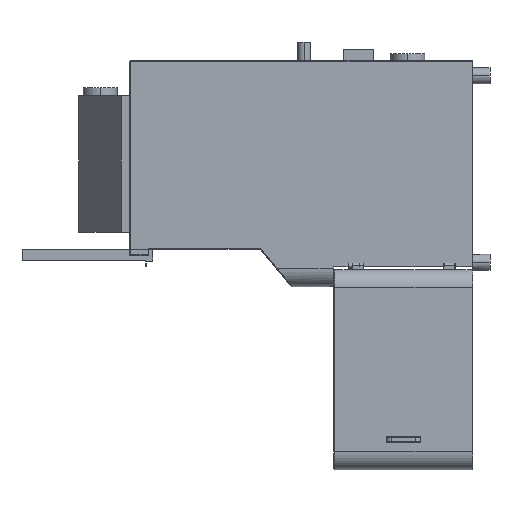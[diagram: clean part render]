
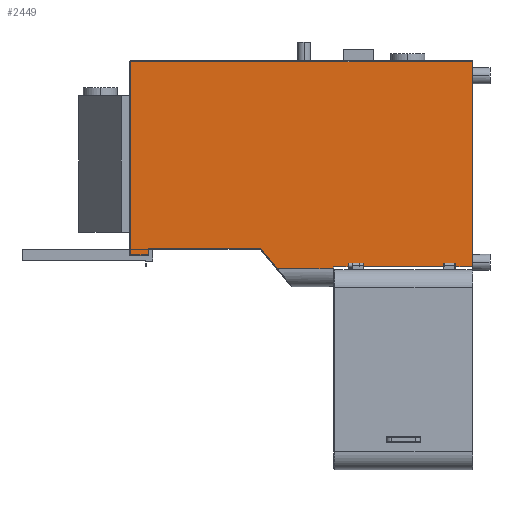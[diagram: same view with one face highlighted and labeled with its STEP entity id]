
A CAD part, left-side view. The second image highlights one B-rep face of the part: STEP entity #2449.
In plain terms, the highlighted planar face has unit normal (-1, 0, 0).
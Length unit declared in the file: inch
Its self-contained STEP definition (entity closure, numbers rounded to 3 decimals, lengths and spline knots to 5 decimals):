
#184=DIRECTION('',(0.,-1.,0.));
#185=VECTOR('',#184,15.);
#186=CARTESIAN_POINT('',(-17.6854,20.,-18.1415));
#187=LINE('',#186,#185);
#200=DIRECTION('',(0.,-1.,0.));
#201=VECTOR('',#200,2.87);
#202=CARTESIAN_POINT('',(-17.6854,3.,-18.1415));
#203=LINE('',#202,#201);
#248=DIRECTION('',(0.,-1.,0.));
#249=VECTOR('',#248,2.63);
#250=CARTESIAN_POINT('',(-17.6854,24.63,-18.1415));
#251=LINE('',#250,#249);
#488=DIRECTION('',(0.,1.,0.));
#489=VECTOR('',#488,2.);
#490=CARTESIAN_POINT('',(-17.6854,3.,-18.1415));
#491=LINE('',#490,#489);
#492=DIRECTION('',(0.,1.,0.));
#493=VECTOR('',#492,2.);
#494=CARTESIAN_POINT('',(-17.6854,20.,-18.1415));
#495=LINE('',#494,#493);
#496=DIRECTION('',(0.,0.,-1.));
#497=VECTOR('',#496,0.3172);
#498=CARTESIAN_POINT('',(-17.6854,24.63,-18.1415));
#499=LINE('',#498,#497);
#500=DIRECTION('',(0.,1.,0.));
#501=VECTOR('',#500,9.80299);
#502=CARTESIAN_POINT('',(-17.6854,24.63,-18.4587));
#503=LINE('',#502,#501);
#504=DIRECTION('',(0.,-0.643,-0.766));
#505=VECTOR('',#504,4.64059);
#506=CARTESIAN_POINT('',(-17.6854,37.41591,-14.9038));
#507=LINE('',#506,#505);
#508=DIRECTION('',(0.,-1.,0.));
#509=VECTOR('',#508,19.77449);
#510=CARTESIAN_POINT('',(-17.6854,57.1904,-14.9038));
#511=LINE('',#510,#509);
#512=DIRECTION('',(0.,-1.,0.));
#513=VECTOR('',#512,3.12461);
#514=CARTESIAN_POINT('',(-17.6854,60.31501,-16.0415));
#515=LINE('',#514,#513);
#516=DIRECTION('',(0.,0.,1.));
#517=VECTOR('',#516,34.0523);
#518=CARTESIAN_POINT('',(-17.6854,60.31501,-16.0415));
#519=LINE('',#518,#517);
#520=DIRECTION('',(0.,-1.,0.));
#521=VECTOR('',#520,60.18501);
#522=CARTESIAN_POINT('',(-17.6854,60.31501,18.0108));
#523=LINE('',#522,#521);
#524=DIRECTION('',(0.,0.,-1.));
#525=VECTOR('',#524,36.1523);
#526=CARTESIAN_POINT('',(-17.6854,0.13,18.0108));
#527=LINE('',#526,#525);
#829=DIRECTION('',(0.,0.,1.));
#830=VECTOR('',#829,1.1377);
#831=CARTESIAN_POINT('',(-17.6854,57.1904,-16.0415));
#832=LINE('',#831,#830);
#1378=CARTESIAN_POINT('',(-17.6854,57.1904,-14.9038));
#1379=CARTESIAN_POINT('',(-17.6854,37.41591,-14.9038));
#1380=VERTEX_POINT('',#1378);
#1381=VERTEX_POINT('',#1379);
#1394=CARTESIAN_POINT('',(-17.6854,34.43299,-18.4587));
#1395=VERTEX_POINT('',#1394);
#1406=CARTESIAN_POINT('',(-17.6854,0.13,18.0108));
#1407=CARTESIAN_POINT('',(-17.6854,0.13,-18.1415));
#1408=VERTEX_POINT('',#1406);
#1409=VERTEX_POINT('',#1407);
#1414=CARTESIAN_POINT('',(-17.6854,60.31501,-16.0415));
#1415=CARTESIAN_POINT('',(-17.6854,60.31501,18.0108));
#1416=VERTEX_POINT('',#1414);
#1417=VERTEX_POINT('',#1415);
#1418=CARTESIAN_POINT('',(-17.6854,57.1904,-16.0415));
#1420=VERTEX_POINT('',#1418);
#1468=CARTESIAN_POINT('',(-17.6854,24.63,-18.4587));
#1469=VERTEX_POINT('',#1468);
#1472=CARTESIAN_POINT('',(-17.6854,24.63,-18.1415));
#1473=VERTEX_POINT('',#1472);
#1654=CARTESIAN_POINT('',(-17.6854,3.,-18.1415));
#1655=CARTESIAN_POINT('',(-17.6854,5.,-18.1415));
#1656=VERTEX_POINT('',#1654);
#1657=VERTEX_POINT('',#1655);
#1658=CARTESIAN_POINT('',(-17.6854,20.,-18.1415));
#1659=CARTESIAN_POINT('',(-17.6854,22.,-18.1415));
#1660=VERTEX_POINT('',#1658);
#1661=VERTEX_POINT('',#1659);
#2420=CARTESIAN_POINT('',(-17.6854,0.,-18.1415));
#2421=DIRECTION('',(-1.,0.,0.));
#2422=DIRECTION('',(0.,0.,1.));
#2423=AXIS2_PLACEMENT_3D('',#2420,#2421,#2422);
#2424=PLANE('',#2423);
#2425=ORIENTED_EDGE('',*,*,#2050,.T.);
#2426=ORIENTED_EDGE('',*,*,#1966,.F.);
#2427=ORIENTED_EDGE('',*,*,#2065,.T.);
#2428=ORIENTED_EDGE('',*,*,#2001,.F.);
#2430=ORIENTED_EDGE('',*,*,#2429,.T.);
#2432=ORIENTED_EDGE('',*,*,#2431,.T.);
#2434=ORIENTED_EDGE('',*,*,#2433,.F.);
#2436=ORIENTED_EDGE('',*,*,#2435,.F.);
#2438=ORIENTED_EDGE('',*,*,#2437,.F.);
#2440=ORIENTED_EDGE('',*,*,#2439,.F.);
#2442=ORIENTED_EDGE('',*,*,#2441,.T.);
#2444=ORIENTED_EDGE('',*,*,#2443,.T.);
#2445=ORIENTED_EDGE('',*,*,#1935,.T.);
#2446=ORIENTED_EDGE('',*,*,#1974,.F.);
#2447=EDGE_LOOP('',(#2425,#2426,#2427,#2428,#2430,#2432,#2434,#2436,#2438,#2440,
#2442,#2444,#2445,#2446));
#2448=FACE_OUTER_BOUND('',#2447,.F.);
#2449=ADVANCED_FACE('',(#2448),#2424,.T.);
#1935=EDGE_CURVE('',#1408,#1409,#527,.T.);
#1966=EDGE_CURVE('',#1660,#1657,#187,.T.);
#1974=EDGE_CURVE('',#1656,#1409,#203,.T.);
#2001=EDGE_CURVE('',#1473,#1661,#251,.T.);
#2050=EDGE_CURVE('',#1656,#1657,#491,.T.);
#2065=EDGE_CURVE('',#1660,#1661,#495,.T.);
#2429=EDGE_CURVE('',#1473,#1469,#499,.T.);
#2431=EDGE_CURVE('',#1469,#1395,#503,.T.);
#2433=EDGE_CURVE('',#1381,#1395,#507,.T.);
#2435=EDGE_CURVE('',#1380,#1381,#511,.T.);
#2437=EDGE_CURVE('',#1420,#1380,#832,.T.);
#2439=EDGE_CURVE('',#1416,#1420,#515,.T.);
#2441=EDGE_CURVE('',#1416,#1417,#519,.T.);
#2443=EDGE_CURVE('',#1417,#1408,#523,.T.);
